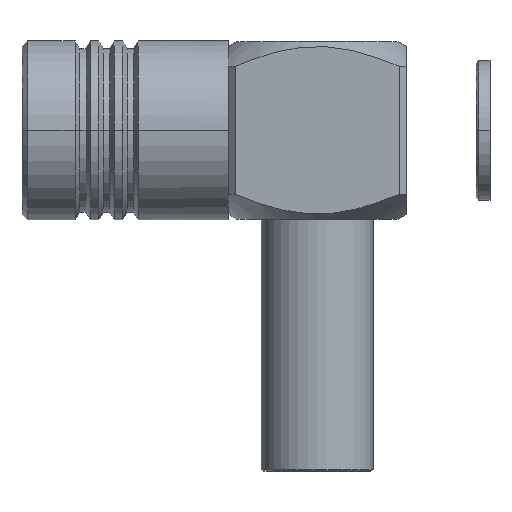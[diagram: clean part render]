
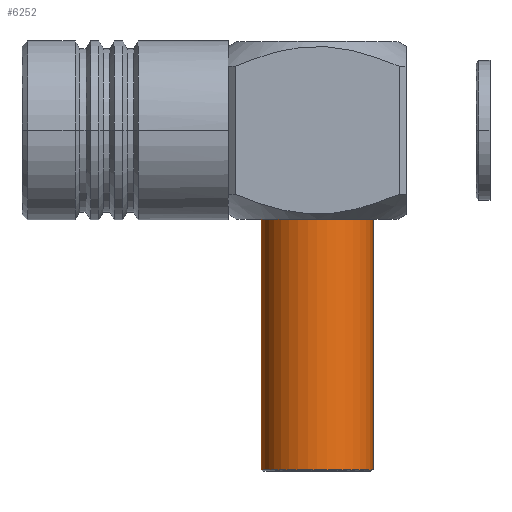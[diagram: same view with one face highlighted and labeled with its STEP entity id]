
A CAD part, top view. The second image highlights one B-rep face of the part: STEP entity #6252.
In plain terms, the highlighted cylindrical face has radius 2 mm (diameter 4 mm), a partial arc.
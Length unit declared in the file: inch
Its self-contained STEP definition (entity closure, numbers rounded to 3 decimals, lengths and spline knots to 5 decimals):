
#220 = CARTESIAN_POINT ( 'NONE',  ( -0.07874, -0.125, 0. ) ) ;
#313 = CIRCLE ( 'NONE', #4003, 0.07874 ) ;
#324 = DIRECTION ( 'NONE',  ( 0., 1., 0. ) ) ;
#767 = ORIENTED_EDGE ( 'NONE', *, *, #6052, .T. ) ;
#930 = FACE_OUTER_BOUND ( 'NONE', #3686, .T. ) ;
#1084 = DIRECTION ( 'NONE',  ( -1., 0., 0. ) ) ;
#1277 = EDGE_CURVE ( 'NONE', #1663, #6089, #1560, .T. ) ;
#1303 = DIRECTION ( 'NONE',  ( 0., -1., 0. ) ) ;
#1339 = CARTESIAN_POINT ( 'NONE',  ( 0., -0.125, 0. ) ) ;
#1560 = LINE ( 'NONE', #5738, #4930 ) ;
#1607 = DIRECTION ( 'NONE',  ( 0., 1., 0. ) ) ;
#1663 = VERTEX_POINT ( 'NONE', #4731 ) ;
#2196 = EDGE_CURVE ( 'NONE', #2614, #3921, #2438, .T. ) ;
#2250 = DIRECTION ( 'NONE',  ( -1., 0., 0. ) ) ;
#2438 = LINE ( 'NONE', #2539, #2975 ) ;
#2539 = CARTESIAN_POINT ( 'NONE',  ( 0.07874, -0.47933, 0. ) ) ;
#2614 = VERTEX_POINT ( 'NONE', #2998 ) ;
#2877 = ORIENTED_EDGE ( 'NONE', *, *, #2196, .T. ) ;
#2917 = CARTESIAN_POINT ( 'NONE',  ( 0., -0.47933, 0. ) ) ;
#2975 = VECTOR ( 'NONE', #6234, 39.37008 ) ;
#2998 = CARTESIAN_POINT ( 'NONE',  ( 0.07874, -0.47736, 0. ) ) ;
#3072 = EDGE_CURVE ( 'NONE', #3921, #6089, #3915, .T. ) ;
#3297 = ORIENTED_EDGE ( 'NONE', *, *, #1277, .F. ) ;
#3584 = CYLINDRICAL_SURFACE ( 'NONE', #5004, 0.07874 ) ;
#3686 = EDGE_LOOP ( 'NONE', ( #767, #2877, #5462, #3297 ) ) ;
#3687 = DIRECTION ( 'NONE',  ( 1., 0., 0. ) ) ;
#3915 = CIRCLE ( 'NONE', #6756, 0.07874 ) ;
#3921 = VERTEX_POINT ( 'NONE', #6679 ) ;
#4003 = AXIS2_PLACEMENT_3D ( 'NONE', #6296, #1607, #3687 ) ;
#4731 = CARTESIAN_POINT ( 'NONE',  ( -0.07874, -0.47736, 0. ) ) ;
#4930 = VECTOR ( 'NONE', #5707, 39.37008 ) ;
#5004 = AXIS2_PLACEMENT_3D ( 'NONE', #2917, #324, #1084 ) ;
#5462 = ORIENTED_EDGE ( 'NONE', *, *, #3072, .T. ) ;
#5707 = DIRECTION ( 'NONE',  ( 0., 1., 0. ) ) ;
#5738 = CARTESIAN_POINT ( 'NONE',  ( -0.07874, -0.47933, 0. ) ) ;
#6052 = EDGE_CURVE ( 'NONE', #1663, #2614, #313, .T. ) ;
#6089 = VERTEX_POINT ( 'NONE', #220 ) ;
#6234 = DIRECTION ( 'NONE',  ( 0., 1., 0. ) ) ;
#6252 = ADVANCED_FACE ( 'NONE', ( #930 ), #3584, .T. ) ;
#6296 = CARTESIAN_POINT ( 'NONE',  ( 0., -0.47736, 0. ) ) ;
#6679 = CARTESIAN_POINT ( 'NONE',  ( 0.07874, -0.125, 0. ) ) ;
#6756 = AXIS2_PLACEMENT_3D ( 'NONE', #1339, #1303, #2250 ) ;
